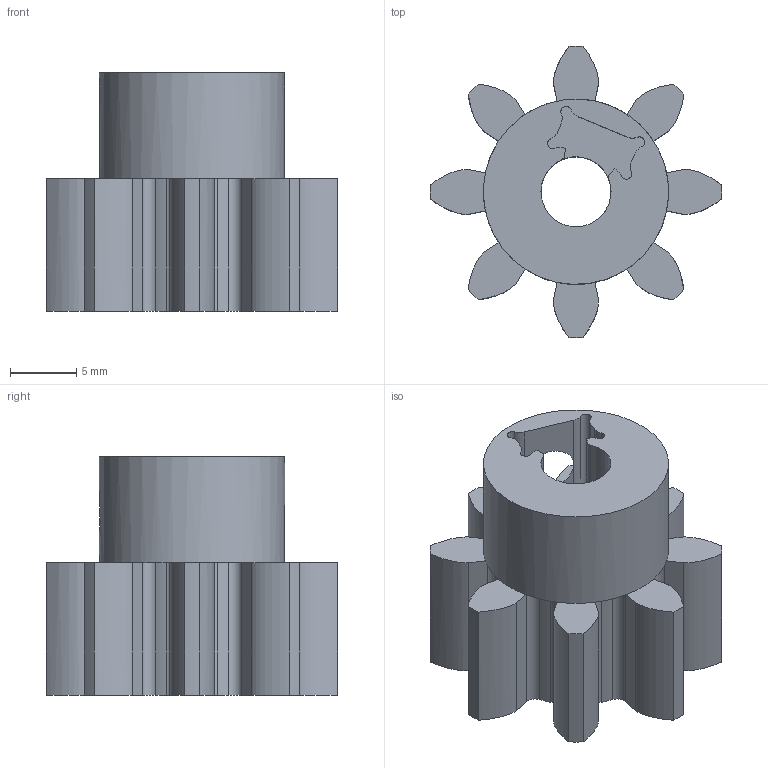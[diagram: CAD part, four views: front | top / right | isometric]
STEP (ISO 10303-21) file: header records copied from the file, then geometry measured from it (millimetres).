
FILE_DESCRIPTION(/* description */ ('Spur Gear; Module: 2.200000; Num Teeth: 8; Pressure Angle: 20.000000; Backlash: 0.20 mm'),/* implementation_level */ '2;1');
FILE_NAME(/* name */ 'Spur Gear (8 teeth).step',/* time_stamp */ '2023-05-12T11:30:58+02:00',/* author */ (''),/* organization */ (''),/* preprocessor_version */ 'ST-DEVELOPER v19.2',/* originating_system */ 'Autodesk Translation Framework v12.4.0.73',/* authorisation */ '');
FILE_SCHEMA (('AUTOMOTIVE_DESIGN { 1 0 10303 214 3 1 1 }'));
Length unit declared in the file: millimetre
Products named in the file (1): Spur Gear (8 teeth)
Bounding box: 22 x 22 x 18 mm (x, y, z)
Volume: 2935.8 mm3; surface area: 2261.7 mm2
Topology: 1 solids, 1 shells, 109 faces, 305 edges, 198 vertices
Faces by surface type: cylinder 50, plane 42, bspline 17
Full cylindrical faces by diameter (mm): 5.3 x1, 14 x1
Entity records: 8355 total; most frequent: CARTESIAN_POINT 5570, ORIENTED_EDGE 610, DIRECTION 568, EDGE_CURVE 305, AXIS2_PLACEMENT_3D 209, VERTEX_POINT 198, LINE 150, VECTOR 150
